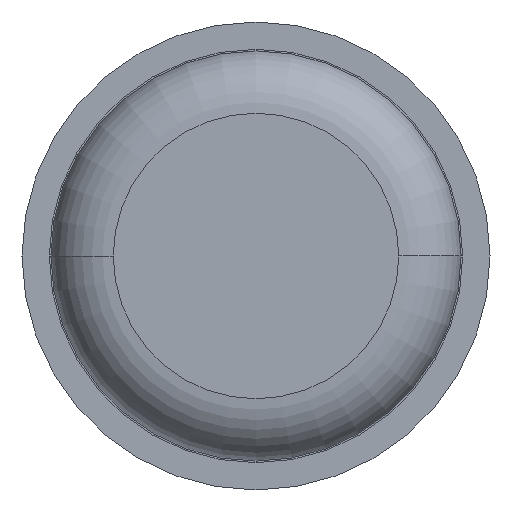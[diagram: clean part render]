
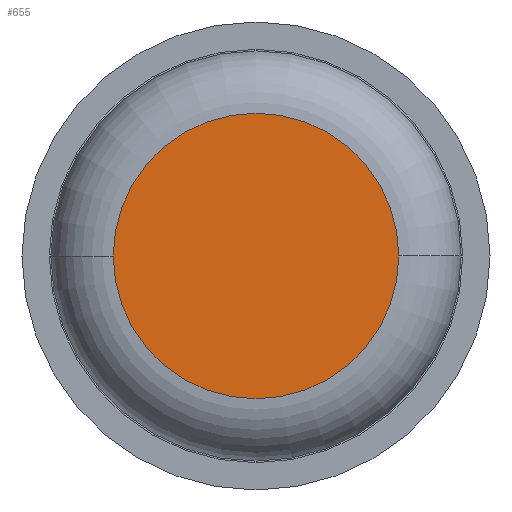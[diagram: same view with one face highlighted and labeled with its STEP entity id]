
A CAD part, front view. The second image highlights one B-rep face of the part: STEP entity #655.
In plain terms, the highlighted planar face has unit normal (0, -1, 0).
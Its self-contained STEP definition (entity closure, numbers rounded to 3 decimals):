
#58 = AXIS2_PLACEMENT_3D ( 'NONE', #1569, #1289, #3361 ) ;
#245 = EDGE_CURVE ( 'Defeature ausgef�hrt1_6+Defeature ausgef�hrt1_7+Defeature ausgef�hrt1_7+Defeature ausgef�hrt1_7', #2787, #3541, #3509, .T. ) ;
#571 = DIRECTION ( 'NONE',  ( 0., -1., 0. ) ) ;
#655 = ADVANCED_FACE ( 'Defeature ausgef�hrt1_6', ( #3268 ), #2770, .F. ) ;
#728 = DIRECTION ( 'NONE',  ( -1., 0., 0. ) ) ;
#967 = EDGE_LOOP ( 'NONE', ( #3021, #3610 ) ) ;
#1156 = CARTESIAN_POINT ( 'NONE',  ( 0.915, 0., 0. ) ) ;
#1289 = DIRECTION ( 'NONE',  ( 0., -1., 0. ) ) ;
#1569 = CARTESIAN_POINT ( 'NONE',  ( 0., 0., 0. ) ) ;
#1856 = CARTESIAN_POINT ( 'NONE',  ( -0.915, 0., 0. ) ) ;
#2150 = CARTESIAN_POINT ( 'NONE',  ( 0., 0., 0. ) ) ;
#2352 = AXIS2_PLACEMENT_3D ( 'NONE', #2992, #571, #2644 ) ;
#2644 = DIRECTION ( 'NONE',  ( -1., 0., 0. ) ) ;
#2770 = PLANE ( 'NONE',  #2970 ) ;
#2787 = VERTEX_POINT ( 'NONE', #1156 ) ;
#2970 = AXIS2_PLACEMENT_3D ( 'NONE', #2150, #3445, #728 ) ;
#2989 = EDGE_CURVE ( 'Defeature ausgef�hrt1_6+Defeature ausgef�hrt1_7+Defeature ausgef�hrt1_7+Defeature ausgef�hrt1_7', #3541, #2787, #3008, .T. ) ;
#2992 = CARTESIAN_POINT ( 'NONE',  ( 0., 0., 0. ) ) ;
#3008 = CIRCLE ( 'NONE', #58, 0.915 ) ;
#3021 = ORIENTED_EDGE ( 'NONE', *, *, #2989, .T. ) ;
#3268 = FACE_OUTER_BOUND ( 'NONE', #967, .T. ) ;
#3361 = DIRECTION ( 'NONE',  ( -1., 0., 0. ) ) ;
#3445 = DIRECTION ( 'NONE',  ( 0., 1., 0. ) ) ;
#3509 = CIRCLE ( 'NONE', #2352, 0.915 ) ;
#3541 = VERTEX_POINT ( 'NONE', #1856 ) ;
#3610 = ORIENTED_EDGE ( 'NONE', *, *, #245, .T. ) ;
